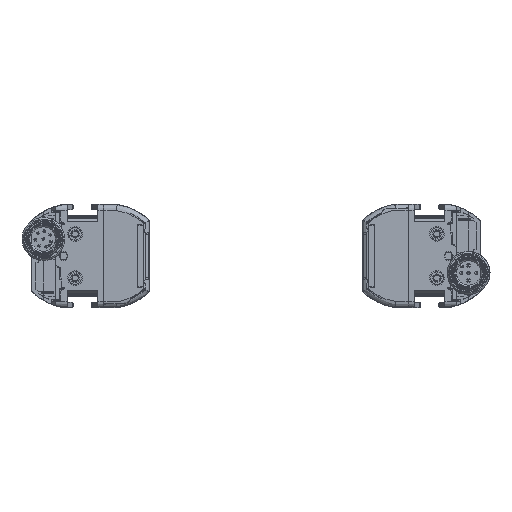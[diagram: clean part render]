
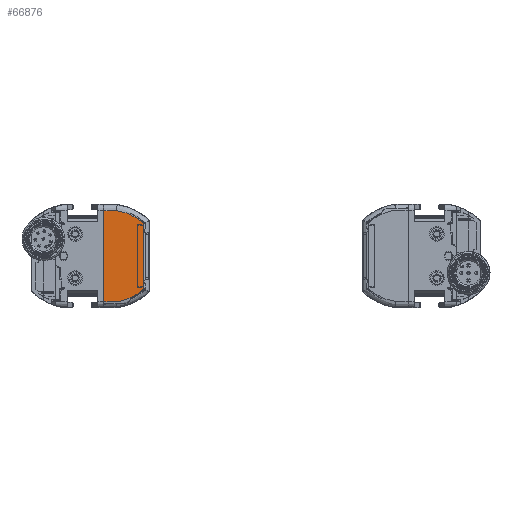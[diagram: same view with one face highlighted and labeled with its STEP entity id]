
A CAD part, front view. The second image highlights one B-rep face of the part: STEP entity #66876.
In plain terms, the highlighted planar face has unit normal (0, -1, 0).
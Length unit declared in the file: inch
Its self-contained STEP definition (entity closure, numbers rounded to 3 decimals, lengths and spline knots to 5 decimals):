
#243 = FACE_OUTER_BOUND ( 'NONE', #83704, .T. ) ;
#702 = CARTESIAN_POINT ( 'NONE',  ( -1.72402, -26.75197, -0.58009 ) ) ;
#5017 = VERTEX_POINT ( 'NONE', #53812 ) ;
#5772 = CARTESIAN_POINT ( 'NONE',  ( -1.5, -26.75197, 0.43537 ) ) ;
#5872 = CARTESIAN_POINT ( 'NONE',  ( -1.70397, -26.75197, 0.56327 ) ) ;
#6368 = CARTESIAN_POINT ( 'NONE',  ( -1.62392, -26.75197, 0.52441 ) ) ;
#6816 = VERTEX_POINT ( 'NONE', #5772 ) ;
#6863 = CARTESIAN_POINT ( 'NONE',  ( -1.58792, -26.75197, 0.50257 ) ) ;
#7285 = CARTESIAN_POINT ( 'NONE',  ( -1.65757, -26.75197, -0.54832 ) ) ;
#7369 = CARTESIAN_POINT ( 'NONE',  ( -1.82443, -26.75197, 0.60142 ) ) ;
#8962 = CARTESIAN_POINT ( 'NONE',  ( -2.03207, -26.75197, 0.21546 ) ) ;
#12589 = EDGE_CURVE ( 'NONE', #5017, #68854, #69462, .T. ) ;
#13253 = CARTESIAN_POINT ( 'NONE',  ( -1.5, -26.75197, -0.44146 ) ) ;
#14382 = CARTESIAN_POINT ( 'NONE',  ( -1.66754, -26.75197, -0.55317 ) ) ;
#15398 = CARTESIAN_POINT ( 'NONE',  ( -1.56219, -26.75197, -0.49121 ) ) ;
#15479 = CARTESIAN_POINT ( 'NONE',  ( -1.56138, -26.75197, 0.48493 ) ) ;
#15902 = CARTESIAN_POINT ( 'NONE',  ( -1.78845, -26.75197, -0.60175 ) ) ;
#16944 = DIRECTION ( 'NONE',  ( 0., 1., 0. ) ) ;
#17794 = VERTEX_POINT ( 'NONE', #13253 ) ;
#19658 = LINE ( 'NONE', #90309, #26419 ) ;
#20618 = CARTESIAN_POINT ( 'NONE',  ( -1.8604, -26.75197, 0.60719 ) ) ;
#21090 = CARTESIAN_POINT ( 'NONE',  ( -1.5, -26.75197, 0.43537 ) ) ;
#22088 = CARTESIAN_POINT ( 'NONE',  ( -1.79031, -26.75197, 0.5931 ) ) ;
#22508 = CARTESIAN_POINT ( 'NONE',  ( -1.57556, -26.75197, -0.50047 ) ) ;
#23118 = CARTESIAN_POINT ( 'NONE',  ( -1.68024, -26.75197, 0.553 ) ) ;
#24053 = CARTESIAN_POINT ( 'NONE',  ( -1.50878, -26.75197, -0.44933 ) ) ;
#25319 = EDGE_CURVE ( 'NONE', #6816, #17794, #62469, .T. ) ;
#26419 = VECTOR ( 'NONE', #67433, 39.37008 ) ;
#28745 = CARTESIAN_POINT ( 'NONE',  ( -1.50878, -26.75197, 0.44324 ) ) ;
#29248 = CARTESIAN_POINT ( 'NONE',  ( -1.67092, -26.75197, 0.54867 ) ) ;
#29755 = EDGE_CURVE ( 'NONE', #52937, #5017, #93598, .T. ) ;
#30670 = CARTESIAN_POINT ( 'NONE',  ( -1.57171, -26.75197, -0.49785 ) ) ;
#30723 = CARTESIAN_POINT ( 'NONE',  ( -2.00787, -26.75197, 0.21546 ) ) ;
#30758 = CARTESIAN_POINT ( 'NONE',  ( -1.72656, -26.75197, 0.57222 ) ) ;
#30975 = DIRECTION ( 'NONE',  ( 0., 0., -1. ) ) ;
#31182 = CARTESIAN_POINT ( 'NONE',  ( -1.53933, -26.75197, -0.4743 ) ) ;
#31691 = CARTESIAN_POINT ( 'NONE',  ( -1.57887, -26.75197, -0.5027 ) ) ;
#32642 = B_SPLINE_CURVE_WITH_KNOTS ( 'NONE', 3,
 ( #92756, #7369, #22088, #53109, #30758, #5872, #45487, #23118, #76499, #29248, #75998, #67375, #84636, #54135, #75503, #38368, #6368, #46502, #61233, #99869, #85141, #6863, #90748, #37855, #77008, #92247, #15479, #61747, #59723, #28745, #21090 ),
 .UNSPECIFIED., .F., .F.,
 ( 4, 2, 2, 1, 1, 1, 1, 1, 2, 2, 2, 2, 2, 1, 1, 2, 2, 2, 4 ),
 ( 0., 0.25, 0.375, 0.4375, 0.46875, 0.48437, 0.49219, 0.49609, 0.49805, 0.5, 0.625, 0.6875, 0.71875, 0.73437, 0.74219, 0.74609, 0.75, 0.875, 1. ),
 .UNSPECIFIED. ) ;
#33421 = ORIENTED_EDGE ( 'NONE', *, *, #12589, .F. ) ;
#35740 = CARTESIAN_POINT ( 'NONE',  ( -1.8604, -26.75197, -0.61328 ) ) ;
#37773 = CARTESIAN_POINT ( 'NONE',  ( -1.66358, -26.75197, -0.55126 ) ) ;
#37855 = CARTESIAN_POINT ( 'NONE',  ( -1.58192, -26.75197, 0.49863 ) ) ;
#38283 = CARTESIAN_POINT ( 'NONE',  ( -1.66762, -26.75197, -0.55321 ) ) ;
#38368 = CARTESIAN_POINT ( 'NONE',  ( -1.64619, -26.75197, 0.53667 ) ) ;
#39310 = CARTESIAN_POINT ( 'NONE',  ( -1.63877, -26.75197, -0.53868 ) ) ;
#39358 = DIRECTION ( 'NONE',  ( 0., 0., -1. ) ) ;
#40109 = CARTESIAN_POINT ( 'NONE',  ( -1.5, -26.75197, 0.21546 ) ) ;
#41816 = EDGE_CURVE ( 'NONE', #69339, #6816, #32642, .T. ) ;
#43434 = CARTESIAN_POINT ( 'NONE',  ( -1.5, -26.75197, -0.44146 ) ) ;
#44922 = ORIENTED_EDGE ( 'NONE', *, *, #41816, .F. ) ;
#45035 = ORIENTED_EDGE ( 'NONE', *, *, #72696, .F. ) ;
#45400 = CARTESIAN_POINT ( 'NONE',  ( -1.5685, -26.75197, -0.49563 ) ) ;
#45487 = CARTESIAN_POINT ( 'NONE',  ( -1.69286, -26.75197, 0.55864 ) ) ;
#45905 = CARTESIAN_POINT ( 'NONE',  ( -1.61649, -26.75197, -0.52642 ) ) ;
#46502 = CARTESIAN_POINT ( 'NONE',  ( -1.61584, -26.75197, 0.5198 ) ) ;
#47508 = VECTOR ( 'NONE', #69972, 39.37008 ) ;
#52937 = VERTEX_POINT ( 'NONE', #35740 ) ;
#53021 = CARTESIAN_POINT ( 'NONE',  ( -1.64555, -26.75197, -0.54223 ) ) ;
#53109 = CARTESIAN_POINT ( 'NONE',  ( -1.74212, -26.75197, 0.5778 ) ) ;
#53812 = CARTESIAN_POINT ( 'NONE',  ( -2.03207, -26.75197, -0.61328 ) ) ;
#54135 = CARTESIAN_POINT ( 'NONE',  ( -1.66798, -26.75197, 0.54728 ) ) ;
#54557 = CARTESIAN_POINT ( 'NONE',  ( -1.65469, -26.75197, -0.54688 ) ) ;
#59723 = CARTESIAN_POINT ( 'NONE',  ( -1.51961, -26.75197, 0.45257 ) ) ;
#61233 = CARTESIAN_POINT ( 'NONE',  ( -1.60285, -26.75197, 0.51197 ) ) ;
#61662 = CARTESIAN_POINT ( 'NONE',  ( -1.6668, -26.75197, -0.55281 ) ) ;
#61747 = CARTESIAN_POINT ( 'NONE',  ( -1.54591, -26.75197, 0.47341 ) ) ;
#62469 = LINE ( 'NONE', #40109, #89242 ) ;
#62673 = CARTESIAN_POINT ( 'NONE',  ( -1.57723, -26.75197, -0.5016 ) ) ;
#63170 = CARTESIAN_POINT ( 'NONE',  ( -1.59904, -26.75197, -0.51616 ) ) ;
#65657 = ORIENTED_EDGE ( 'NONE', *, *, #77394, .F. ) ;
#66876 = ADVANCED_FACE ( 'NONE', ( #243 ), #80857, .F. ) ;
#67375 = CARTESIAN_POINT ( 'NONE',  ( -1.66872, -26.75197, 0.54763 ) ) ;
#67433 = DIRECTION ( 'NONE',  ( 1., 0., 0. ) ) ;
#68854 = VERTEX_POINT ( 'NONE', #99638 ) ;
#69286 = CARTESIAN_POINT ( 'NONE',  ( -1.8604, -26.75197, -0.61328 ) ) ;
#69339 = VERTEX_POINT ( 'NONE', #20618 ) ;
#69462 = LINE ( 'NONE', #8962, #47508 ) ;
#69972 = DIRECTION ( 'NONE',  ( 0., 0., 1. ) ) ;
#70313 = CARTESIAN_POINT ( 'NONE',  ( -1.66575, -26.75197, -0.55231 ) ) ;
#70810 = CARTESIAN_POINT ( 'NONE',  ( -1.66725, -26.75197, -0.55303 ) ) ;
#72696 = EDGE_CURVE ( 'NONE', #17794, #52937, #79796, .T. ) ;
#75503 = CARTESIAN_POINT ( 'NONE',  ( -1.65845, -26.75197, 0.54274 ) ) ;
#75813 = VECTOR ( 'NONE', #94591, 39.37008 ) ;
#75998 = CARTESIAN_POINT ( 'NONE',  ( -1.66938, -26.75197, 0.54795 ) ) ;
#76499 = CARTESIAN_POINT ( 'NONE',  ( -1.67401, -26.75197, 0.55013 ) ) ;
#76699 = ORIENTED_EDGE ( 'NONE', *, *, #29755, .F. ) ;
#77008 = CARTESIAN_POINT ( 'NONE',  ( -1.5807, -26.75197, 0.49782 ) ) ;
#77394 = EDGE_CURVE ( 'NONE', #68854, #69339, #19658, .T. ) ;
#77432 = CARTESIAN_POINT ( 'NONE',  ( -1.54649, -26.75197, -0.47978 ) ) ;
#77947 = CARTESIAN_POINT ( 'NONE',  ( -1.51961, -26.75197, -0.45866 ) ) ;
#79796 = B_SPLINE_CURVE_WITH_KNOTS ( 'NONE', 3,
 ( #43434, #24053, #77947, #31182, #77432, #100299, #15398, #45400, #30670, #22508, #62673, #93183, #31691, #63170, #45905, #39310, #53021, #54557, #7285, #93692, #37773, #70313, #61662, #70810, #14382, #38283, #702, #15902, #69286 ),
 .UNSPECIFIED., .F., .F.,
 ( 4, 2, 2, 2, 1, 1, 2, 2, 2, 2, 2, 1, 1, 1, 2, 2, 4 ),
 ( 0., 0.125, 0.1875, 0.21875, 0.23437, 0.24219, 0.24609, 0.25, 0.375, 0.4375, 0.46875, 0.48437, 0.49219, 0.49609, 0.49805, 0.5, 1. ),
 .UNSPECIFIED. ) ;
#80857 = PLANE ( 'NONE',  #94733 ) ;
#83704 = EDGE_LOOP ( 'NONE', ( #87392, #44922, #65657, #33421, #76699, #45035 ) ) ;
#84636 = CARTESIAN_POINT ( 'NONE',  ( -1.66828, -26.75197, 0.54742 ) ) ;
#85141 = CARTESIAN_POINT ( 'NONE',  ( -1.59144, -26.75197, 0.50482 ) ) ;
#86466 = CARTESIAN_POINT ( 'NONE',  ( -2.00787, -26.75197, -0.61328 ) ) ;
#87392 = ORIENTED_EDGE ( 'NONE', *, *, #25319, .F. ) ;
#89242 = VECTOR ( 'NONE', #30975, 39.37008 ) ;
#90309 = CARTESIAN_POINT ( 'NONE',  ( -2.00787, -26.75197, 0.60719 ) ) ;
#90748 = CARTESIAN_POINT ( 'NONE',  ( -1.58373, -26.75197, 0.49983 ) ) ;
#92247 = CARTESIAN_POINT ( 'NONE',  ( -1.58005, -26.75197, 0.49739 ) ) ;
#92756 = CARTESIAN_POINT ( 'NONE',  ( -1.8604, -26.75197, 0.60719 ) ) ;
#93183 = CARTESIAN_POINT ( 'NONE',  ( -1.57835, -26.75197, -0.50235 ) ) ;
#93598 = LINE ( 'NONE', #86466, #75813 ) ;
#93692 = CARTESIAN_POINT ( 'NONE',  ( -1.66162, -26.75197, -0.55031 ) ) ;
#94591 = DIRECTION ( 'NONE',  ( -1., 0., 0. ) ) ;
#94733 = AXIS2_PLACEMENT_3D ( 'NONE', #30723, #16944, #39358 ) ;
#99638 = CARTESIAN_POINT ( 'NONE',  ( -2.03207, -26.75197, 0.60719 ) ) ;
#99869 = CARTESIAN_POINT ( 'NONE',  ( -1.59837, -26.75197, 0.50921 ) ) ;
#100299 = CARTESIAN_POINT ( 'NONE',  ( -1.55815, -26.75197, -0.48832 ) ) ;
